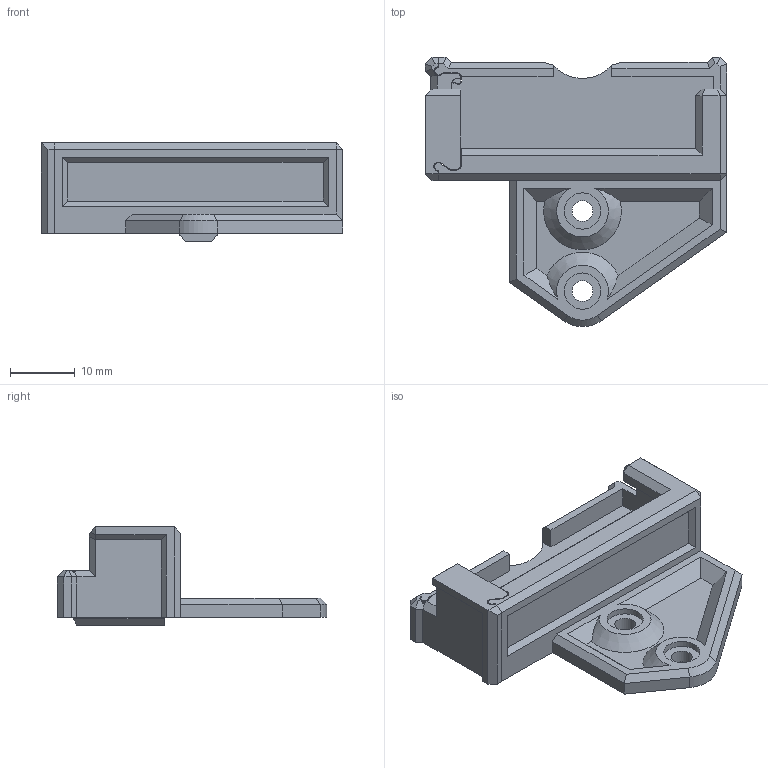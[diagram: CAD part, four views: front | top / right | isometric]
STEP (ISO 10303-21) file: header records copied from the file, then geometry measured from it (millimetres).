
FILE_DESCRIPTION(/* description */ (''),/* implementation_level */ '2;1');
FILE_NAME(/* name */ 'Voron 2.4 Nozzle Cleaning Brush v4.step',/* time_stamp */ '2024-07-20T16:48:53-04:00',/* author */ (''),/* organization */ (''),/* preprocessor_version */ 'ST-DEVELOPER v20',/* originating_system */ 'Autodesk Translation Framework v13.14.0.145',/* authorisation */ '');
FILE_SCHEMA (('AUTOMOTIVE_DESIGN { 1 0 10303 214 3 1 1 }'));
Length unit declared in the file: millimetre
Products named in the file (1): Voron 2.4 Nozzle Cleaning Brush
Bounding box: 46.49 x 41.59 x 15.2 mm (x, y, z)
Volume: 6964.7 mm3; surface area: 5774.6 mm2
Topology: 2 solids, 2 shells, 184 faces, 490 edges, 316 vertices
Faces by surface type: plane 154, cylinder 27, cone 3
Full cylindrical faces by diameter (mm): 3.2 x2, 5.6 x2
Entity records: 5680 total; most frequent: CARTESIAN_POINT 999, ORIENTED_EDGE 980, DIRECTION 928, EDGE_CURVE 490, LINE 414, VECTOR 414, VERTEX_POINT 316, AXIS2_PLACEMENT_3D 257
